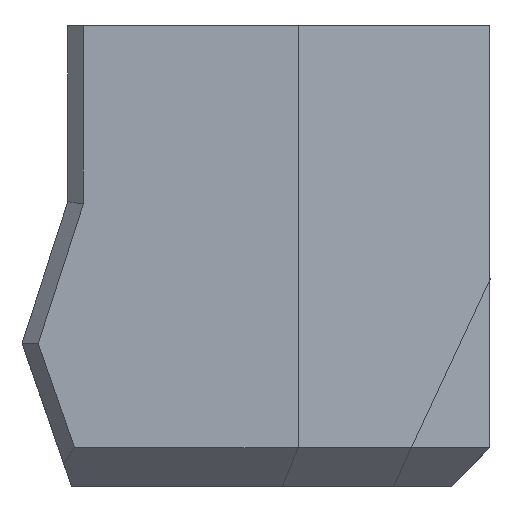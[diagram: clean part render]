
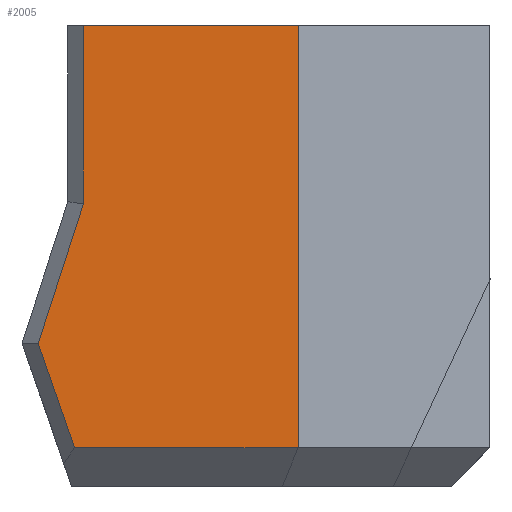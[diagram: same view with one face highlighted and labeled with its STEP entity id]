
A CAD part, front view. The second image highlights one B-rep face of the part: STEP entity #2005.
In plain terms, the highlighted planar face has unit normal (0, -1, 0).
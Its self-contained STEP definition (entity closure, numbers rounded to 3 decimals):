
#99=PLANE('',#2161);
#267=FACE_OUTER_BOUND('',#378,.T.);
#378=EDGE_LOOP('',(#1657,#1658,#1659,#1660,#1661,#1662));
#542=LINE('',#3560,#731);
#547=LINE('',#3668,#736);
#548=LINE('',#3670,#737);
#549=LINE('',#3672,#738);
#550=LINE('',#3674,#739);
#551=LINE('',#3675,#740);
#731=VECTOR('',#2516,10.);
#736=VECTOR('',#2527,10.);
#737=VECTOR('',#2528,10.);
#738=VECTOR('',#2529,10.);
#739=VECTOR('',#2530,10.);
#740=VECTOR('',#2531,10.);
#950=VERTEX_POINT('',#3557);
#951=VERTEX_POINT('',#3559);
#960=VERTEX_POINT('',#3667);
#961=VERTEX_POINT('',#3669);
#962=VERTEX_POINT('',#3671);
#963=VERTEX_POINT('',#3673);
#1194=EDGE_CURVE('',#951,#950,#542,.T.);
#1206=EDGE_CURVE('',#960,#951,#547,.T.);
#1207=EDGE_CURVE('',#961,#950,#548,.T.);
#1208=EDGE_CURVE('',#962,#961,#549,.T.);
#1209=EDGE_CURVE('',#963,#962,#550,.T.);
#1210=EDGE_CURVE('',#960,#963,#551,.T.);
#1657=ORIENTED_EDGE('',*,*,#1206,.T.);
#1658=ORIENTED_EDGE('',*,*,#1194,.T.);
#1659=ORIENTED_EDGE('',*,*,#1207,.F.);
#1660=ORIENTED_EDGE('',*,*,#1208,.F.);
#1661=ORIENTED_EDGE('',*,*,#1209,.F.);
#1662=ORIENTED_EDGE('',*,*,#1210,.F.);
#2005=ADVANCED_FACE('',(#267),#99,.F.);
#2161=AXIS2_PLACEMENT_3D('',#3666,#2525,#2526);
#2516=DIRECTION('',(1.,0.,0.));
#2525=DIRECTION('center_axis',(0.,1.,0.));
#2526=DIRECTION('ref_axis',(1.,0.,0.));
#2527=DIRECTION('',(0.,0.,-1.));
#2528=DIRECTION('',(0.,0.,-1.));
#2529=DIRECTION('',(-0.308,0.,-0.951));
#2530=DIRECTION('',(0.328,0.,-0.945));
#2531=DIRECTION('',(1.,0.,0.));
#3557=CARTESIAN_POINT('',(-248.017,-157.43,-36.15));
#3559=CARTESIAN_POINT('',(-253.617,-157.43,-36.15));
#3560=CARTESIAN_POINT('',(-258.617,-157.43,-36.15));
#3666=CARTESIAN_POINT('Origin',(-251.117,-157.43,-30.15));
#3667=CARTESIAN_POINT('',(-253.617,-157.43,-25.15));
#3668=CARTESIAN_POINT('',(-253.617,-157.43,-27.15));
#3669=CARTESIAN_POINT('',(-248.017,-157.43,-31.504));
#3670=CARTESIAN_POINT('',(-248.017,-157.43,-31.15));
#3671=CARTESIAN_POINT('',(-246.843,-157.43,-27.879));
#3672=CARTESIAN_POINT('',(-247.451,-157.43,-29.756));
#3673=CARTESIAN_POINT('',(-247.791,-157.43,-25.15));
#3674=CARTESIAN_POINT('',(-247.487,-157.43,-26.024));
#3675=CARTESIAN_POINT('',(-249.367,-157.43,-25.15));
